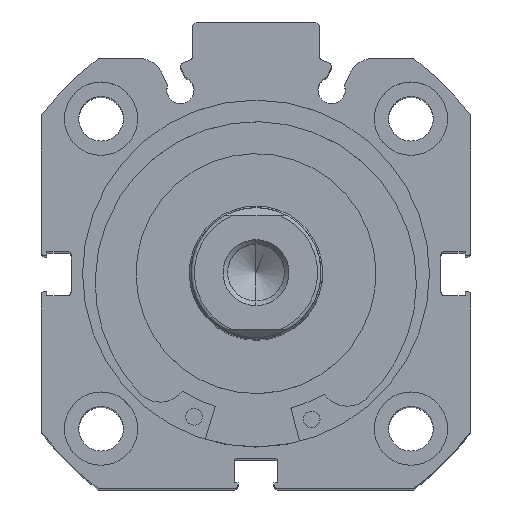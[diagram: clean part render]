
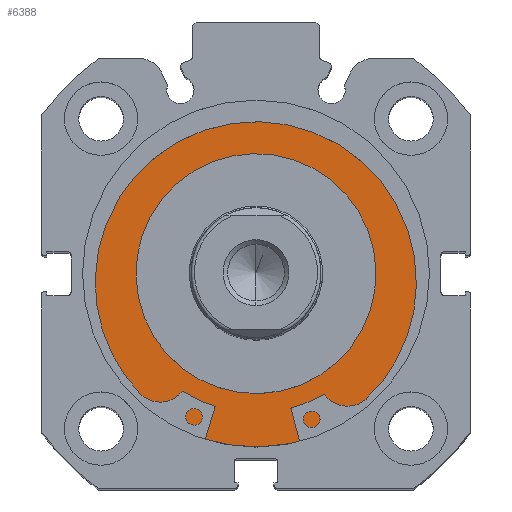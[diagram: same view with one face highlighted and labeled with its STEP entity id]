
A CAD part, top view. The second image highlights one B-rep face of the part: STEP entity #6388.
In plain terms, the highlighted face is planar.
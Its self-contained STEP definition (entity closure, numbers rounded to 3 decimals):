
#2211 = VERTEX_POINT ( 'NONE', #3849 ) ;
#2267 = VERTEX_POINT ( 'NONE', #3904 ) ;
#2399 = VERTEX_POINT ( 'NONE', #4031 ) ;
#2418 = VERTEX_POINT ( 'NONE', #4050 ) ;
#2548 = ORIENTED_EDGE ( 'NONE', *, *, #6685, .F. ) ;
#2565 = ORIENTED_EDGE ( 'NONE', *, *, #6694, .T. ) ;
#2616 = ORIENTED_EDGE ( 'NONE', *, *, #6680, .T. ) ;
#2623 = ORIENTED_EDGE ( 'NONE', *, *, #6693, .F. ) ;
#3849 = CARTESIAN_POINT ( 'NONE',  ( 3.5, 0., -18. ) ) ;
#3904 = CARTESIAN_POINT ( 'NONE',  ( 3.5, 0., 26. ) ) ;
#4031 = CARTESIAN_POINT ( 'NONE',  ( 3.5, 0., 18. ) ) ;
#4050 = CARTESIAN_POINT ( 'NONE',  ( 3.5, 0., -26. ) ) ;
#4886 = FACE_BOUND ( 'NONE', #6553, .T. ) ;
#4897 = FACE_OUTER_BOUND ( 'NONE', #6552, .T. ) ;
#5218 = CIRCLE ( 'NONE', #7183, 26. ) ;
#5225 = CIRCLE ( 'NONE', #7187, 18. ) ;
#5233 = CIRCLE ( 'NONE', #7191, 18. ) ;
#5234 = CIRCLE ( 'NONE', #7192, 26. ) ;
#5399 = CARTESIAN_POINT ( 'NONE',  ( 3.5, 26., 0. ) ) ;
#5400 = PLANE ( 'NONE',  #7063 ) ;
#5401 = DIRECTION ( 'NONE',  ( 1., 0., 0. ) ) ;
#5402 = DIRECTION ( 'NONE',  ( 0., 0., -1. ) ) ;
#5942 = CARTESIAN_POINT ( 'NONE',  ( 3.5, 0., 0. ) ) ;
#5943 = DIRECTION ( 'NONE',  ( -1., 0., 0. ) ) ;
#5944 = DIRECTION ( 'NONE',  ( 0., 0., 1. ) ) ;
#5952 = CARTESIAN_POINT ( 'NONE',  ( 3.5, 0., 0. ) ) ;
#5953 = DIRECTION ( 'NONE',  ( -1., 0., 0. ) ) ;
#5954 = DIRECTION ( 'NONE',  ( 0., 0., 1. ) ) ;
#5969 = CARTESIAN_POINT ( 'NONE',  ( 3.5, 0., 0. ) ) ;
#5972 = CARTESIAN_POINT ( 'NONE',  ( 3.5, 0., 0. ) ) ;
#5976 = DIRECTION ( 'NONE',  ( -1., 0., 0. ) ) ;
#5977 = DIRECTION ( 'NONE',  ( 0., 0., 1. ) ) ;
#5979 = DIRECTION ( 'NONE',  ( -1., 0., 0. ) ) ;
#5980 = DIRECTION ( 'NONE',  ( 0., 0., 1. ) ) ;
#6388 = ADVANCED_FACE ( 'NONE', ( #4886, #4897 ), #5400, .F. ) ;
#6552 = EDGE_LOOP ( 'NONE', ( #2616, #2565 ) ) ;
#6553 = EDGE_LOOP ( 'NONE', ( #2548, #2623 ) ) ;
#6680 = EDGE_CURVE ( 'NONE', #2267, #2418, #5218, .T. ) ;
#6685 = EDGE_CURVE ( 'NONE', #2399, #2211, #5225, .T. ) ;
#6693 = EDGE_CURVE ( 'NONE', #2211, #2399, #5233, .T. ) ;
#6694 = EDGE_CURVE ( 'NONE', #2418, #2267, #5234, .T. ) ;
#7063 = AXIS2_PLACEMENT_3D ( 'NONE', #5399, #5401, #5402 ) ;
#7183 = AXIS2_PLACEMENT_3D ( 'NONE', #5942, #5943, #5944 ) ;
#7187 = AXIS2_PLACEMENT_3D ( 'NONE', #5952, #5953, #5954 ) ;
#7191 = AXIS2_PLACEMENT_3D ( 'NONE', #5969, #5976, #5977 ) ;
#7192 = AXIS2_PLACEMENT_3D ( 'NONE', #5972, #5979, #5980 ) ;
